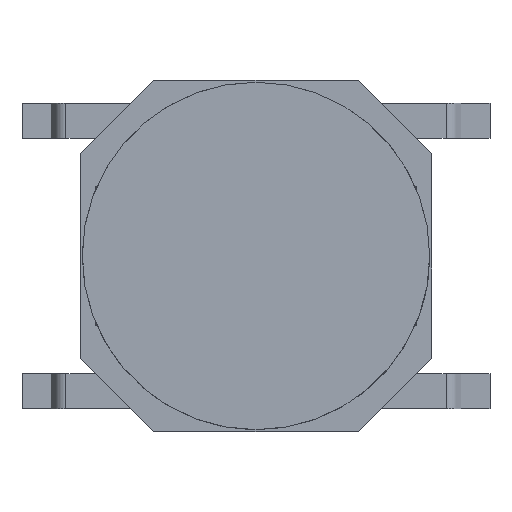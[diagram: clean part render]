
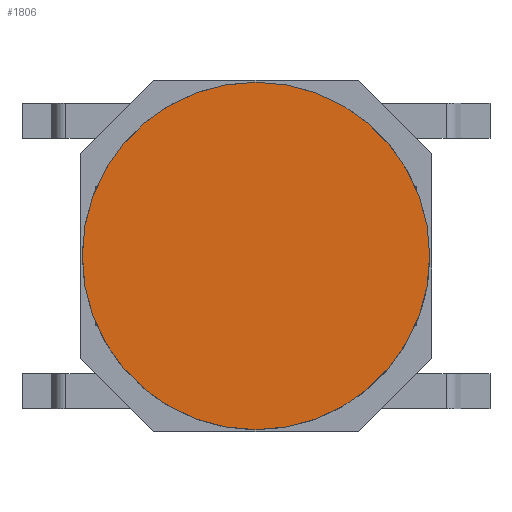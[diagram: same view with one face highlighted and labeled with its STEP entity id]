
A CAD part, top view. The second image highlights one B-rep face of the part: STEP entity #1806.
In plain terms, the highlighted planar face has unit normal (0, 0, 1).
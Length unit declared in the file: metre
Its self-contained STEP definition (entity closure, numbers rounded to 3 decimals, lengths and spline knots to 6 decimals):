
#73=CIRCLE('',#1958,0.002375);
#74=CIRCLE('',#1959,0.002375);
#180=FACE_OUTER_BOUND('',#286,.T.);
#286=EDGE_LOOP('',(#1621,#1622));
#877=VERTEX_POINT('',#2955);
#878=VERTEX_POINT('',#2957);
#1125=EDGE_CURVE('',#877,#878,#73,.T.);
#1126=EDGE_CURVE('',#878,#877,#74,.T.);
#1621=ORIENTED_EDGE('',*,*,#1126,.F.);
#1622=ORIENTED_EDGE('',*,*,#1125,.F.);
#1707=PLANE('',#1960);
#1806=ADVANCED_FACE('',(#180),#1707,.T.);
#1958=AXIS2_PLACEMENT_3D('',#2958,#2439,#2440);
#1959=AXIS2_PLACEMENT_3D('',#2959,#2441,#2442);
#1960=AXIS2_PLACEMENT_3D('',#2960,#2443,#2444);
#2439=DIRECTION('center_axis',(0.,0.,-1.));
#2440=DIRECTION('ref_axis',(-1.,0.,0.));
#2441=DIRECTION('center_axis',(0.,0.,-1.));
#2442=DIRECTION('ref_axis',(-1.,0.,0.));
#2443=DIRECTION('center_axis',(0.,0.,1.));
#2444=DIRECTION('ref_axis',(1.,0.,0.));
#2955=CARTESIAN_POINT('',(0.002375,0.,0.00074));
#2957=CARTESIAN_POINT('',(-0.002375,0.,0.00074));
#2958=CARTESIAN_POINT('Origin',(0.,0.,0.00074));
#2959=CARTESIAN_POINT('Origin',(0.,0.,0.00074));
#2960=CARTESIAN_POINT('Origin',(-0.00247,-0.00247,0.00074));
